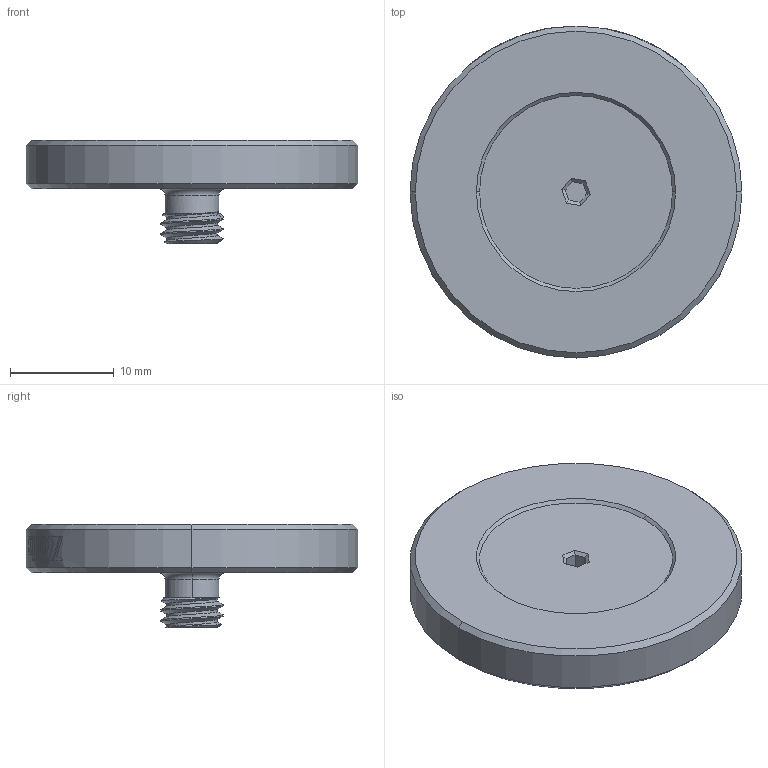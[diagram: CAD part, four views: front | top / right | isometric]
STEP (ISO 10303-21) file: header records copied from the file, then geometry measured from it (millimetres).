
FILE_DESCRIPTION (( 'STEP AP203' ), '1' );
FILE_NAME ('BS-05A.STEP', '2025-07-03T02:04:14', ( '' ), ( '' ), 'SwSTEP 2.0', 'SolidWorks 2020', '' );
FILE_SCHEMA (( 'CONFIG_CONTROL_DESIGN' ));
Length unit declared in the file: millimetre
Products named in the file (1): BS-05A
Bounding box: 32 x 32 x 10 mm (x, y, z)
Volume: 3779.1 mm3; surface area: 2167.1 mm2
Topology: 1 solids, 2 shells, 69 faces, 350 edges, 308 vertices
Faces by surface type: cylinder 31, plane 22, cone 11, bspline 3, torus 2
Entity records: 5674 total; most frequent: CARTESIAN_POINT 3059, ORIENTED_EDGE 700, EDGE_CURVE 350, DIRECTION 321, VERTEX_POINT 308, B_SPLINE_CURVE_WITH_KNOTS 209, AXIS2_PLACEMENT_3D 125, EDGE_LOOP 92
